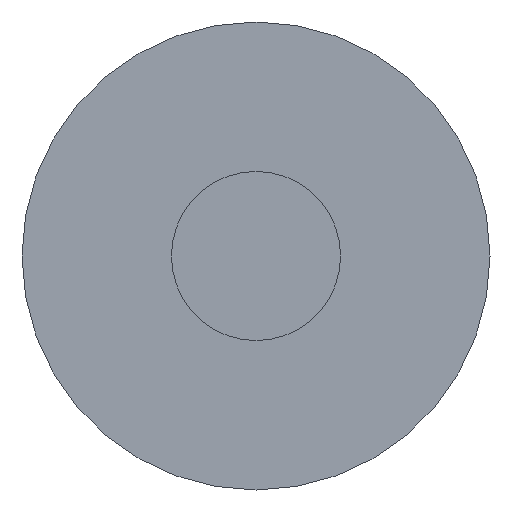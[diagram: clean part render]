
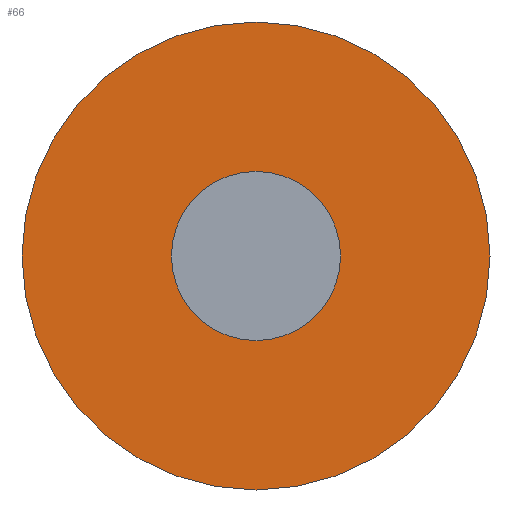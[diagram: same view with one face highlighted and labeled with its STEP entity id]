
A CAD part, front view. The second image highlights one B-rep face of the part: STEP entity #66.
In plain terms, the highlighted planar face has unit normal (0, -1, 0).
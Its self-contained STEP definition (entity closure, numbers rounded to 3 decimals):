
#15=FACE_BOUND('',#29,.T.);
#18=PLANE('',#98);
#23=FACE_OUTER_BOUND('',#28,.T.);
#28=EDGE_LOOP('',(#58));
#29=EDGE_LOOP('',(#59));
#35=CIRCLE('',#92,1.5);
#37=CIRCLE('',#96,4.15);
#39=VERTEX_POINT('',#125);
#41=VERTEX_POINT('',#132);
#44=EDGE_CURVE('',#39,#39,#35,.T.);
#47=EDGE_CURVE('',#41,#41,#37,.T.);
#58=ORIENTED_EDGE('',*,*,#47,.F.);
#59=ORIENTED_EDGE('',*,*,#44,.T.);
#66=ADVANCED_FACE('',(#23,#15),#18,.F.);
#92=AXIS2_PLACEMENT_3D('',#127,#106,#107);
#96=AXIS2_PLACEMENT_3D('',#134,#115,#116);
#98=AXIS2_PLACEMENT_3D('',#136,#119,#120);
#106=DIRECTION('center_axis',(0.,1.,0.));
#107=DIRECTION('ref_axis',(-1.,0.,0.));
#115=DIRECTION('center_axis',(0.,1.,0.));
#116=DIRECTION('ref_axis',(-1.,0.,0.));
#119=DIRECTION('center_axis',(0.,1.,0.));
#120=DIRECTION('ref_axis',(0.,0.,1.));
#125=CARTESIAN_POINT('',(1.5,0.,0.));
#127=CARTESIAN_POINT('Origin',(0.,0.,0.));
#132=CARTESIAN_POINT('',(4.15,0.,0.));
#134=CARTESIAN_POINT('Origin',(0.,0.,0.));
#136=CARTESIAN_POINT('Origin',(0.,0.,0.));
